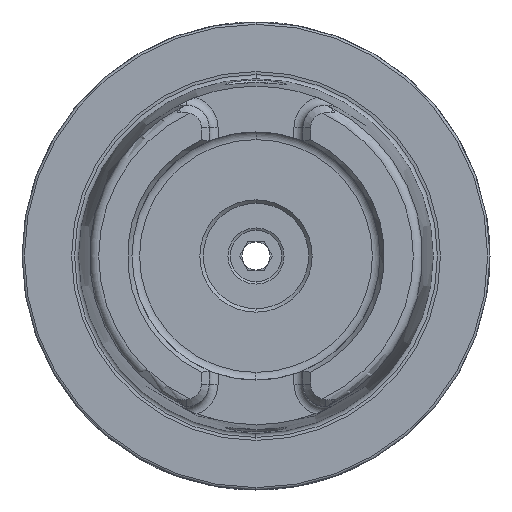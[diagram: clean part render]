
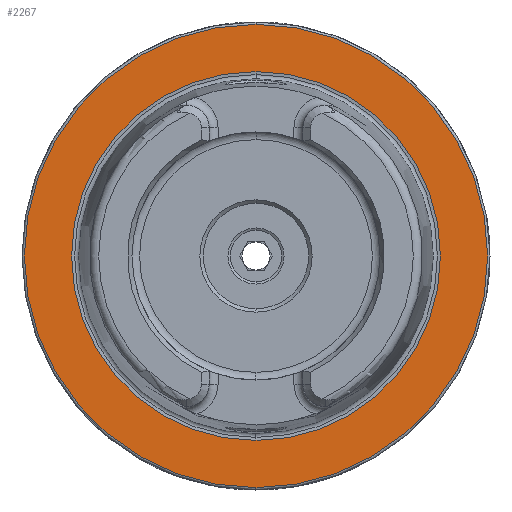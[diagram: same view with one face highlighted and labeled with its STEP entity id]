
A CAD part, left-side view. The second image highlights one B-rep face of the part: STEP entity #2267.
In plain terms, the highlighted planar face has unit normal (-1, 0, 0).
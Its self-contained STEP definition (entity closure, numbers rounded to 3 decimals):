
#1610 = EDGE_LOOP ( 'NONE', ( #3704, #3705 ) ) ;
#1613 = EDGE_LOOP ( 'NONE', ( #3702, #3703 ) ) ;
#2140 = EDGE_CURVE ( 'NONE', #4558, #4559, #5118, .T. ) ;
#2159 = EDGE_CURVE ( 'NONE', #4551, #4556, #5155, .T. ) ;
#2267 = ADVANCED_FACE ( 'NONE', ( #5253, #5247 ), #7256, .F. ) ;
#2617 = EDGE_CURVE ( 'NONE', #4559, #4558, #5707, .T. ) ;
#2618 = EDGE_CURVE ( 'NONE', #4556, #4551, #5706, .T. ) ;
#2884 = AXIS2_PLACEMENT_3D ( 'NONE', #6944, #6945, #6946 ) ;
#2892 = AXIS2_PLACEMENT_3D ( 'NONE', #7051, #7052, #7053 ) ;
#2934 = AXIS2_PLACEMENT_3D ( 'NONE', #7253, #7258, #7259 ) ;
#3164 = AXIS2_PLACEMENT_3D ( 'NONE', #8925, #8926, #8927 ) ;
#3165 = AXIS2_PLACEMENT_3D ( 'NONE', #8928, #8929, #8930 ) ;
#3702 = ORIENTED_EDGE ( 'NONE', *, *, #2618, .F. ) ;
#3703 = ORIENTED_EDGE ( 'NONE', *, *, #2159, .F. ) ;
#3704 = ORIENTED_EDGE ( 'NONE', *, *, #2140, .T. ) ;
#3705 = ORIENTED_EDGE ( 'NONE', *, *, #2617, .T. ) ;
#4551 = VERTEX_POINT ( 'NONE', #9893 ) ;
#4556 = VERTEX_POINT ( 'NONE', #9898 ) ;
#4558 = VERTEX_POINT ( 'NONE', #9900 ) ;
#4559 = VERTEX_POINT ( 'NONE', #9901 ) ;
#5118 = CIRCLE ( 'NONE', #2884, 49.5 ) ;
#5155 = CIRCLE ( 'NONE', #2892, 39.405 ) ;
#5247 = FACE_OUTER_BOUND ( 'NONE', #1610, .T. ) ;
#5253 = FACE_BOUND ( 'NONE', #1613, .T. ) ;
#5706 = CIRCLE ( 'NONE', #3165, 39.405 ) ;
#5707 = CIRCLE ( 'NONE', #3164, 49.5 ) ;
#6944 = CARTESIAN_POINT ( 'NONE',  ( 0., 0., 0. ) ) ;
#6945 = DIRECTION ( 'NONE',  ( -1., 0., 0. ) ) ;
#6946 = DIRECTION ( 'NONE',  ( 0., 0., 1. ) ) ;
#7051 = CARTESIAN_POINT ( 'NONE',  ( 0., 0., 0. ) ) ;
#7052 = DIRECTION ( 'NONE',  ( -1., 0., 0. ) ) ;
#7053 = DIRECTION ( 'NONE',  ( 0., 0., 1. ) ) ;
#7253 = CARTESIAN_POINT ( 'NONE',  ( 0., 49.5, 0. ) ) ;
#7256 = PLANE ( 'NONE',  #2934 ) ;
#7258 = DIRECTION ( 'NONE',  ( 1., 0., 0. ) ) ;
#7259 = DIRECTION ( 'NONE',  ( 0., 0., -1. ) ) ;
#8925 = CARTESIAN_POINT ( 'NONE',  ( 0., 0., 0. ) ) ;
#8926 = DIRECTION ( 'NONE',  ( -1., 0., 0. ) ) ;
#8927 = DIRECTION ( 'NONE',  ( 0., 0., 1. ) ) ;
#8928 = CARTESIAN_POINT ( 'NONE',  ( 0., 0., 0. ) ) ;
#8929 = DIRECTION ( 'NONE',  ( -1., 0., 0. ) ) ;
#8930 = DIRECTION ( 'NONE',  ( 0., 0., 1. ) ) ;
#9893 = CARTESIAN_POINT ( 'NONE',  ( 0., 0., -39.405 ) ) ;
#9898 = CARTESIAN_POINT ( 'NONE',  ( 0., 0., 39.405 ) ) ;
#9900 = CARTESIAN_POINT ( 'NONE',  ( 0., 0., 49.5 ) ) ;
#9901 = CARTESIAN_POINT ( 'NONE',  ( 0., 0., -49.5 ) ) ;
